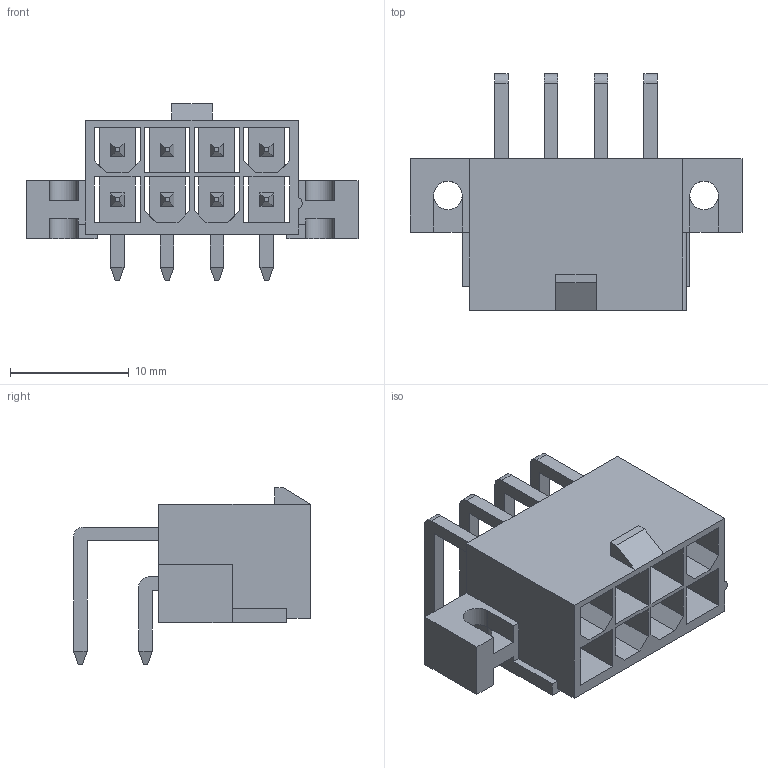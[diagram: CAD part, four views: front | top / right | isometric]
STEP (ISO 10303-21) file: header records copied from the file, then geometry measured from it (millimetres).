
FILE_DESCRIPTION(/* description */ ('Unknown'),/* implementation_level */ '2;1');
FILE_NAME(/* name */ '64900821022',/* time_stamp */ '2019-08-05T10:54:35+02:00',/* author */ ('Unknown'),/* organization */ ('Unknown'),/* preprocessor_version */ 'ST-DEVELOPER v16.7',/* originating_system */ 'DEX',/* authorisation */ $);
FILE_SCHEMA (('AUTOMOTIVE_DESIGN {1 0 10303 214 3 1 1}'));
Length unit declared in the file: millimetre
Products named in the file (4): 6490xx21022; 64900821022; 6490xx21022_PIN; 6490xx21022_PIN_BIS
Assembly tree (9 placements, depth 2):
  6490xx21022
    64900821022
    6490xx21022_PIN  x4
    6490xx21022_PIN_BIS  x4
Bounding box: 28 x 19.97 x 14.9 mm (x, y, z)
Volume: 1425.4 mm3; surface area: 3792.3 mm2
Topology: 9 solids, 9 shells, 305 faces, 793 edges, 496 vertices
Faces by surface type: plane 290, cylinder 15
Entity records: 6625 total; most frequent: CARTESIAN_POINT 1148, ORIENTED_EDGE 1142, DIRECTION 1015, EDGE_CURVE 571, LINE 553, VECTOR 553, VERTEX_POINT 364, EDGE_LOOP 249
